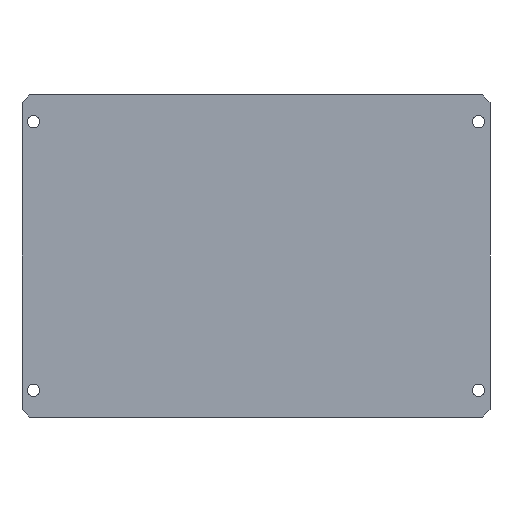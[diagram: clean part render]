
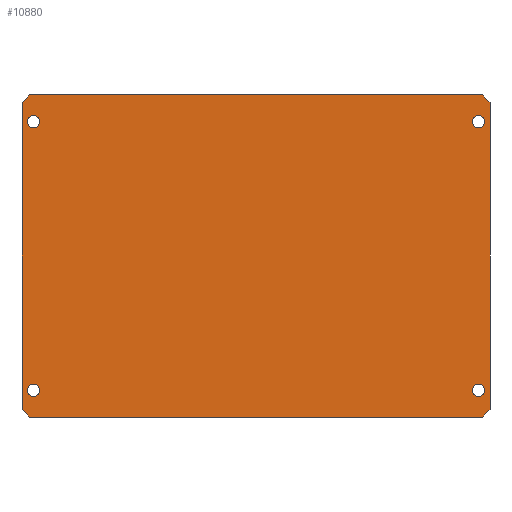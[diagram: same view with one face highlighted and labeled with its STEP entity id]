
A CAD part, front view. The second image highlights one B-rep face of the part: STEP entity #10880.
In plain terms, the highlighted planar face has unit normal (0, -1, 0).
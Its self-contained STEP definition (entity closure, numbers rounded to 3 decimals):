
#10880=ADVANCED_FACE('',(#19675,#19677,#19679,#19681,#19683),#19685,.F.);
#19675=FACE_BOUND('',#19676,.T.);
#19676=EDGE_LOOP('',(#26887,#26888,#26889,#26890,#26891,#26892,#26893,#26894));
#19677=FACE_BOUND('',#19678,.T.);
#19678=EDGE_LOOP('',(#26895));
#19679=FACE_BOUND('',#19680,.T.);
#19680=EDGE_LOOP('',(#26896));
#19681=FACE_BOUND('',#19682,.T.);
#19682=EDGE_LOOP('',(#26897));
#19683=FACE_BOUND('',#19684,.T.);
#19684=EDGE_LOOP('',(#26898));
#19685=PLANE('',#19686);
#19686=AXIS2_PLACEMENT_3D('',#19687,#19688,#19689);
#19687=CARTESIAN_POINT('',(0.,0.,0.));
#19688=DIRECTION('',(-0.,1.,0.));
#19689=DIRECTION('',(1.,0.,0.));
#26887=ORIENTED_EDGE('',*,*,#30470,.F.);
#26888=ORIENTED_EDGE('',*,*,#30471,.F.);
#26889=ORIENTED_EDGE('',*,*,#30472,.F.);
#26890=ORIENTED_EDGE('',*,*,#30436,.F.);
#26891=ORIENTED_EDGE('',*,*,#30468,.F.);
#26892=ORIENTED_EDGE('',*,*,#30473,.F.);
#26893=ORIENTED_EDGE('',*,*,#30474,.F.);
#26894=ORIENTED_EDGE('',*,*,#30445,.F.);
#26895=ORIENTED_EDGE('',*,*,#30475,.T.);
#26896=ORIENTED_EDGE('',*,*,#30476,.T.);
#26897=ORIENTED_EDGE('',*,*,#30477,.T.);
#26898=ORIENTED_EDGE('',*,*,#30478,.T.);
#30436=EDGE_CURVE('',#36291,#36294,#36295,.T.);
#30445=EDGE_CURVE('',#36307,#36310,#36311,.T.);
#30468=EDGE_CURVE('',#36351,#36291,#36354,.F.);
#30470=EDGE_CURVE('',#36356,#36307,#36357,.F.);
#30471=EDGE_CURVE('',#36358,#36356,#36359,.T.);
#30472=EDGE_CURVE('',#36294,#36358,#36360,.F.);
#30473=EDGE_CURVE('',#36361,#36351,#36362,.T.);
#30474=EDGE_CURVE('',#36310,#36361,#36363,.F.);
#30475=EDGE_CURVE('',#36364,#36364,#36365,.T.);
#30476=EDGE_CURVE('',#36366,#36366,#36367,.T.);
#30477=EDGE_CURVE('',#36368,#36368,#36369,.T.);
#30478=EDGE_CURVE('',#36370,#36370,#36371,.T.);
#36291=VERTEX_POINT('',#50175);
#36294=VERTEX_POINT('',#50180);
#36295=LINE('',#50181,#50182);
#36307=VERTEX_POINT('',#50209);
#36310=VERTEX_POINT('',#50214);
#36311=LINE('',#50215,#50216);
#36351=VERTEX_POINT('',#50315);
#36354=LINE('',#50320,#50321);
#36356=VERTEX_POINT('',#50326);
#36357=LINE('',#50327,#50328);
#36358=VERTEX_POINT('',#50330);
#36359=LINE('',#50331,#50332);
#36360=LINE('',#50334,#50335);
#36361=VERTEX_POINT('',#50337);
#36362=LINE('',#50338,#50339);
#36363=LINE('',#50341,#50342);
#36364=VERTEX_POINT('',#50344);
#36365=CIRCLE('',#50345,1.6);
#36366=VERTEX_POINT('',#50349);
#36367=CIRCLE('',#50350,1.6);
#36368=VERTEX_POINT('',#50354);
#36369=CIRCLE('',#50355,1.6);
#36370=VERTEX_POINT('',#50359);
#36371=CIRCLE('',#50360,1.6);
#50175=CARTESIAN_POINT('',(2.,0.,0.));
#50180=CARTESIAN_POINT('',(120.,0.,0.));
#50181=CARTESIAN_POINT('',(2.,0.,0.));
#50182=VECTOR('',#50183,1.);
#50183=DIRECTION('',(1.,0.,0.));
#50209=CARTESIAN_POINT('',(120.,0.,-84.));
#50214=CARTESIAN_POINT('',(2.,0.,-84.));
#50215=CARTESIAN_POINT('',(120.,0.,-84.));
#50216=VECTOR('',#50217,1.);
#50217=DIRECTION('',(-1.,0.,0.));
#50315=CARTESIAN_POINT('',(0.,0.,-2.));
#50320=CARTESIAN_POINT('',(2.,0.,0.));
#50321=VECTOR('',#50322,1.);
#50322=DIRECTION('',(-0.707,0.,-0.707));
#50326=CARTESIAN_POINT('',(122.,0.,-82.));
#50327=CARTESIAN_POINT('',(120.,0.,-84.));
#50328=VECTOR('',#50329,1.);
#50329=DIRECTION('',(0.707,0.,0.707));
#50330=CARTESIAN_POINT('',(122.,0.,-2.));
#50331=CARTESIAN_POINT('',(122.,0.,-2.));
#50332=VECTOR('',#50333,1.);
#50333=DIRECTION('',(0.,0.,-1.));
#50334=CARTESIAN_POINT('',(122.,0.,-2.));
#50335=VECTOR('',#50336,1.);
#50336=DIRECTION('',(-0.707,0.,0.707));
#50337=CARTESIAN_POINT('',(0.,0.,-82.));
#50338=CARTESIAN_POINT('',(0.,0.,-82.));
#50339=VECTOR('',#50340,1.);
#50340=DIRECTION('',(0.,0.,1.));
#50341=CARTESIAN_POINT('',(0.,0.,-82.));
#50342=VECTOR('',#50343,1.);
#50343=DIRECTION('',(0.707,0.,-0.707));
#50344=CARTESIAN_POINT('',(4.6,0.,-7.));
#50345=AXIS2_PLACEMENT_3D('',#50346,#50347,#50348);
#50346=CARTESIAN_POINT('',(3.,0.,-7.));
#50347=DIRECTION('',(-0.,1.,0.));
#50348=DIRECTION('',(1.,0.,0.));
#50349=CARTESIAN_POINT('',(4.6,0.,-77.));
#50350=AXIS2_PLACEMENT_3D('',#50351,#50352,#50353);
#50351=CARTESIAN_POINT('',(3.,0.,-77.));
#50352=DIRECTION('',(-0.,1.,0.));
#50353=DIRECTION('',(1.,0.,0.));
#50354=CARTESIAN_POINT('',(120.6,0.,-7.));
#50355=AXIS2_PLACEMENT_3D('',#50356,#50357,#50358);
#50356=CARTESIAN_POINT('',(119.,0.,-7.));
#50357=DIRECTION('',(-0.,1.,0.));
#50358=DIRECTION('',(1.,0.,0.));
#50359=CARTESIAN_POINT('',(120.6,0.,-77.));
#50360=AXIS2_PLACEMENT_3D('',#50361,#50362,#50363);
#50361=CARTESIAN_POINT('',(119.,0.,-77.));
#50362=DIRECTION('',(-0.,1.,0.));
#50363=DIRECTION('',(1.,0.,0.));
